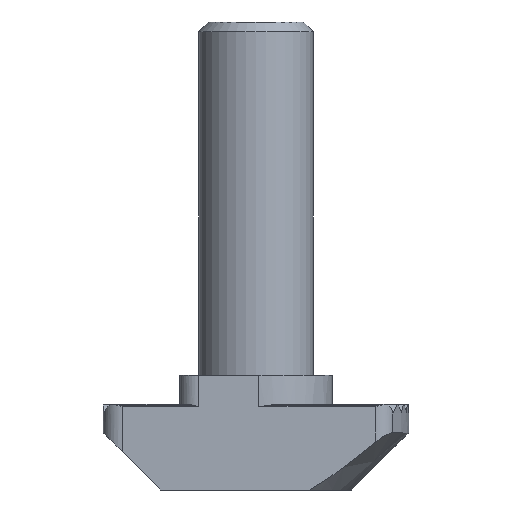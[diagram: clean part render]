
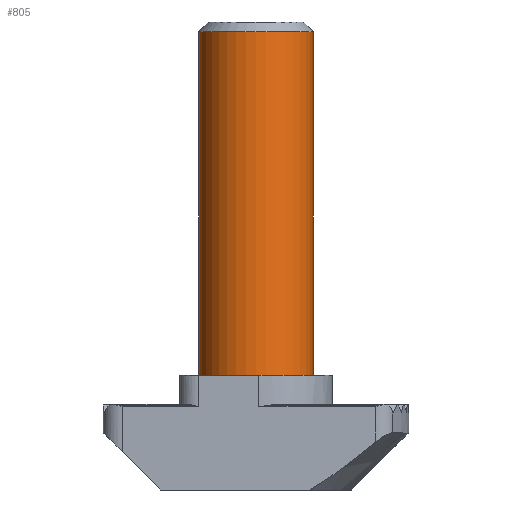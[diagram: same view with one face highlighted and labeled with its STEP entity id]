
A CAD part, front view. The second image highlights one B-rep face of the part: STEP entity #805.
In plain terms, the highlighted cylindrical face has radius 3 mm (diameter 6 mm), a partial arc.
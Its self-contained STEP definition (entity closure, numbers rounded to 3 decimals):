
#2 = FACE_OUTER_BOUND ( 'NONE', #1019, .T. ) ;
#563 = EDGE_CURVE ( 'NONE', #869, #2425, #2564, .T. ) ;
#580 = ORIENTED_EDGE ( 'NONE', *, *, #2638, .T. ) ;
#651 = DIRECTION ( 'NONE',  ( -1., 0., 0. ) ) ;
#745 = DIRECTION ( 'NONE',  ( 0., 0., 1. ) ) ;
#781 = AXIS2_PLACEMENT_3D ( 'NONE', #833, #745, #651 ) ;
#805 = ADVANCED_FACE ( 'NONE', ( #2 ), #990, .T. ) ;
#833 = CARTESIAN_POINT ( 'NONE',  ( 0., 0., 6. ) ) ;
#838 = CARTESIAN_POINT ( 'NONE',  ( 3., 0., 24. ) ) ;
#869 = VERTEX_POINT ( 'NONE', #838 ) ;
#990 = CYLINDRICAL_SURFACE ( 'NONE', #1937, 3. ) ;
#1019 = EDGE_LOOP ( 'NONE', ( #2149, #2885, #580, #2028 ) ) ;
#1075 = CARTESIAN_POINT ( 'NONE',  ( -3., 0., -0.769 ) ) ;
#1123 = CARTESIAN_POINT ( 'NONE',  ( 0., 0., 24. ) ) ;
#1341 = CIRCLE ( 'NONE', #2455, 3. ) ;
#1370 = DIRECTION ( 'NONE',  ( -1., 0., 0. ) ) ;
#1440 = EDGE_CURVE ( 'NONE', #2103, #2425, #2233, .T. ) ;
#1726 = DIRECTION ( 'NONE',  ( 0., 0., -1. ) ) ;
#1732 = CARTESIAN_POINT ( 'NONE',  ( 3., 0., -0.769 ) ) ;
#1801 = DIRECTION ( 'NONE',  ( -1., 0., 0. ) ) ;
#1937 = AXIS2_PLACEMENT_3D ( 'NONE', #2008, #2158, #1801 ) ;
#2008 = CARTESIAN_POINT ( 'NONE',  ( 0., 0., -0.769 ) ) ;
#2028 = ORIENTED_EDGE ( 'NONE', *, *, #1440, .T. ) ;
#2088 = CARTESIAN_POINT ( 'NONE',  ( -3., 0., 24. ) ) ;
#2103 = VERTEX_POINT ( 'NONE', #2245 ) ;
#2131 = VERTEX_POINT ( 'NONE', #2088 ) ;
#2149 = ORIENTED_EDGE ( 'NONE', *, *, #563, .F. ) ;
#2158 = DIRECTION ( 'NONE',  ( 0., 0., -1. ) ) ;
#2216 = VECTOR ( 'NONE', #2258, 1000. ) ;
#2233 = CIRCLE ( 'NONE', #781, 3. ) ;
#2245 = CARTESIAN_POINT ( 'NONE',  ( -3., 0., 6. ) ) ;
#2258 = DIRECTION ( 'NONE',  ( 0., 0., -1. ) ) ;
#2375 = CARTESIAN_POINT ( 'NONE',  ( 3., 0., 6. ) ) ;
#2425 = VERTEX_POINT ( 'NONE', #2375 ) ;
#2455 = AXIS2_PLACEMENT_3D ( 'NONE', #1123, #2815, #1370 ) ;
#2564 = LINE ( 'NONE', #1732, #2694 ) ;
#2638 = EDGE_CURVE ( 'NONE', #2131, #2103, #2888, .T. ) ;
#2694 = VECTOR ( 'NONE', #1726, 1000. ) ;
#2815 = DIRECTION ( 'NONE',  ( 0., 0., -1. ) ) ;
#2885 = ORIENTED_EDGE ( 'NONE', *, *, #3028, .T. ) ;
#2888 = LINE ( 'NONE', #1075, #2216 ) ;
#3028 = EDGE_CURVE ( 'NONE', #869, #2131, #1341, .T. ) ;
